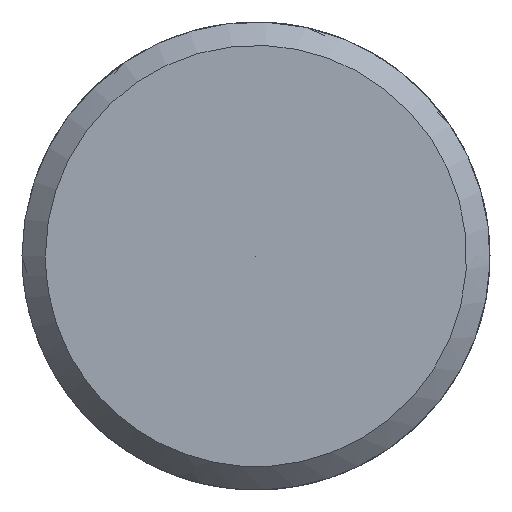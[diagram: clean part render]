
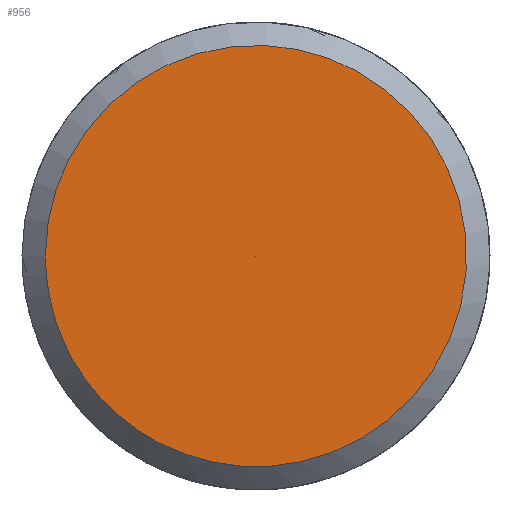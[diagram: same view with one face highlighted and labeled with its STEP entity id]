
A CAD part, left-side view. The second image highlights one B-rep face of the part: STEP entity #956.
In plain terms, the highlighted free-form (B-spline) face has degree [5, 1] with [6, 2] control points.
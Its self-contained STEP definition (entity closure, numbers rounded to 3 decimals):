
#884 = CARTESIAN_POINT ('', (-51., 2.25, 0.));
#885 = VERTEX_POINT ('', #884);
#893 = CARTESIAN_POINT ('', (-51., 2.25, 0.));
#894 = CARTESIAN_POINT ('', (-51., 2.25, 9.));
#895 = CARTESIAN_POINT ('', (-51., -6.75, 4.5));
#896 = CARTESIAN_POINT ('', (-51., -6.75, -4.5));
#897 = CARTESIAN_POINT ('', (-51., 2.25, -9.));
#898 = CARTESIAN_POINT ('', (-51., 2.25, 0.));
#899 = (
   BOUNDED_CURVE ()
   B_SPLINE_CURVE (5, (#893, #894, #895, #896, #897, #898), .UNSPECIFIED., .T., .U.)
   B_SPLINE_CURVE_WITH_KNOTS ((6, 6), (0., 1.), .UNSPECIFIED.)
   CURVE ()
   GEOMETRIC_REPRESENTATION_ITEM ()
   RATIONAL_B_SPLINE_CURVE ((5., 1., 1., 1., 1., 5.))
   REPRESENTATION_ITEM ('')
);
#900 = EDGE_CURVE ('', #885, #885, #899, .T.);
#932 = CARTESIAN_POINT ('', (-51., 0., 0.));
#933 = VERTEX_POINT ('', #932);
#934 = CARTESIAN_POINT ('', (-51., 0., 0.));
#935 = CARTESIAN_POINT ('', (-51., 2.25, 0.));
#936 = B_SPLINE_CURVE_WITH_KNOTS ('', 1, (#934, #935), .UNSPECIFIED., .F., .U., (2, 2), (0., 1.), .UNSPECIFIED.);
#937 = EDGE_CURVE ('', #933, #885, #936, .T.);
#938 = ORIENTED_EDGE ('', *, *, #937, .F.);
#939 = ORIENTED_EDGE ('', *, *, #937, .T.);
#940 = ORIENTED_EDGE ('', *, *, #900, .F.);
#941 = EDGE_LOOP ('', (#938, #939, #940));
#942 = FACE_OUTER_BOUND ('', #941, .T.);
#943 = CARTESIAN_POINT ('', (-51., 0., 0.));
#944 = CARTESIAN_POINT ('', (-51., 2.25, 0.));
#945 = CARTESIAN_POINT ('', (-51., 0., 0.));
#946 = CARTESIAN_POINT ('', (-51., 2.25, 9.));
#947 = CARTESIAN_POINT ('', (-51., 0., 0.));
#948 = CARTESIAN_POINT ('', (-51., -6.75, 4.5));
#949 = CARTESIAN_POINT ('', (-51., 0., 0.));
#950 = CARTESIAN_POINT ('', (-51., -6.75, -4.5));
#951 = CARTESIAN_POINT ('', (-51., 0., 0.));
#952 = CARTESIAN_POINT ('', (-51., 2.25, -9.));
#953 = CARTESIAN_POINT ('', (-51., 0., 0.));
#954 = CARTESIAN_POINT ('', (-51., 2.25, 0.));
#955 = (
   BOUNDED_SURFACE ()
   B_SPLINE_SURFACE (5, 1, ((#943, #944), (#945, #946), (#947, #948), (#949, #950), (#951, #952), (#953, #954)), .UNSPECIFIED., .T., .F., .U.)
   B_SPLINE_SURFACE_WITH_KNOTS ((6, 6), (2, 2), (0., 1.), (0., 1.), .UNSPECIFIED.)
   SURFACE ()
   GEOMETRIC_REPRESENTATION_ITEM ()
   RATIONAL_B_SPLINE_SURFACE (((5., 5.), (1., 1.), (1., 1.), (1., 1.), (1., 1.), (5., 5.)))
   REPRESENTATION_ITEM ('')
);
#956 = ADVANCED_FACE ('', (#942), #955, .T.);
